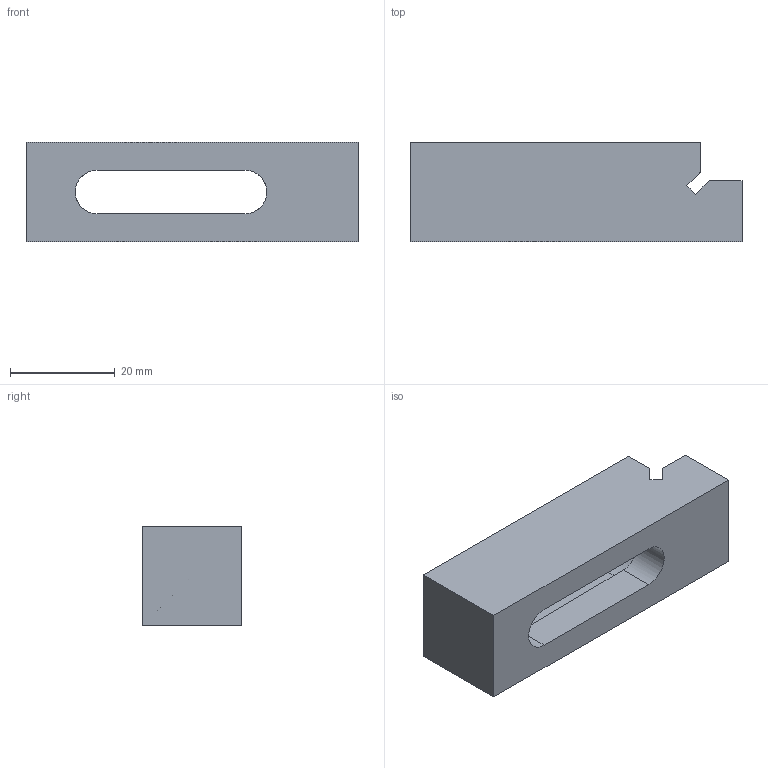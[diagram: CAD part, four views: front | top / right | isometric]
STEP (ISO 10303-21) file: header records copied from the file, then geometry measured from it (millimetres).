
FILE_DESCRIPTION (( 'STEP AP214' ), '1' );
FILE_NAME ('23180.STEP', '2020-07-09T13:23:42', ( 'Mike W' ), ( '' ), 'SwSTEP 2.0', 'SolidWorks 2018', '' );
FILE_SCHEMA (( 'AUTOMOTIVE_DESIGN' ));
Length unit declared in the file: inch
Products named in the file (2): MF BASES All With Step_23180; 23180
Assembly tree (1 placements, depth 2):
  23180
    MF BASES All With Step_23180
Bounding box: 63.5 x 19.05 x 19.05 mm (x, y, z)
Volume: 13342.8 mm3; surface area: 6712.5 mm2
Topology: 1 solids, 1 shells, 24 faces, 59 edges, 38 vertices
Faces by surface type: plane 18, cylinder 4, cone 2
Entity records: 775 total; most frequent: CARTESIAN_POINT 137, ORIENTED_EDGE 118, DIRECTION 117, EDGE_CURVE 59, LINE 49, VECTOR 49, VERTEX_POINT 38, AXIS2_PLACEMENT_3D 34
